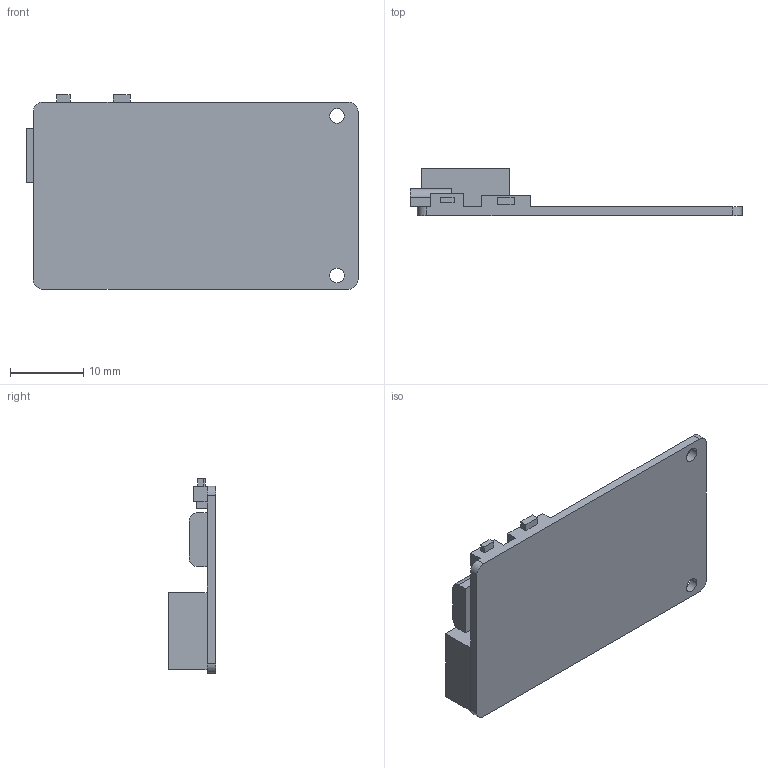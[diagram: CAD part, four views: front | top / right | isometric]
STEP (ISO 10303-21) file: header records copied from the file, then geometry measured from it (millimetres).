
FILE_DESCRIPTION((''),'2;1');
FILE_NAME('PCB','2023-03-29T13:48:03',('HR'),(''),'CREO PARAMETRIC BY PTC INC, 2019010','CREO PARAMETRIC BY PTC INC, 2019010','');
FILE_SCHEMA(('AUTOMOTIVE_DESIGN { 1 0 10303 214 1 1 1 1 }'));
Length unit declared in the file: millimetre
Products named in the file (1): PCB
Bounding box: 45.25 x 6.5 x 26.5 mm (x, y, z)
Volume: 2166.9 mm3; surface area: 2796.6 mm2
Topology: 1 solids, 1 shells, 45 faces, 118 edges, 78 vertices
Faces by surface type: plane 35, cylinder 10
Entity records: 1440 total; most frequent: CARTESIAN_POINT 243, ORIENTED_EDGE 236, DIRECTION 228, EDGE_CURVE 118, VECTOR 98, LINE 98, VERTEX_POINT 78, AXIS2_PLACEMENT_3D 65
